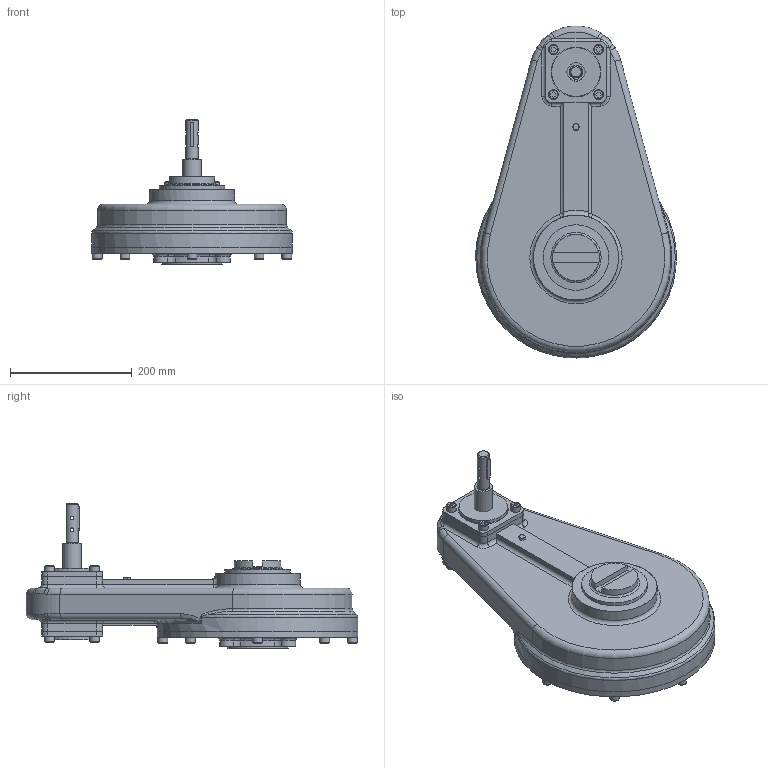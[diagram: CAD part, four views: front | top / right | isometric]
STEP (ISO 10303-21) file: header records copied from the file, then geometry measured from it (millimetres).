
FILE_DESCRIPTION( ( 'Unknown' ), '1' );
FILE_NAME( 'PUB-HOS6-8-F14.stp', 'Unknown', ( 'Unknown' ), ( 'Unknown' ), 'PSStep 16.0.42', 'Unknown', ' ' );
FILE_SCHEMA( ( 'AUTOMOTIVE_DESIGN { 1 0 10303 214 1 1 1 1 }' ) );
Length unit declared in the file: millimetre
Products named in the file (27): 1; 2; 3; 4; 5; 6; 7; 8; 9; 10; 11; 12; 13; 14; 15; 16; 17; 18; 19; 20; 21; 22; 23; 24; 25; 26; 27
Bounding box: 330 x 545.86 x 239.25 mm (x, y, z)
Surface area: 452406.9 mm2 (no closed solid volume)
Topology: 0 solids, 388 shells, 388 faces, 1722 edges, 1651 vertices
Faces by surface type: plane 191, cylinder 95, cone 35, torus 35, bspline 30, sphere 2
Full cylindrical faces by diameter (mm): 6 x2, 13.835 x4, 16 x16, 20 x1, 30 x2, 70 x1, 80 x2, 100 x1, 107.95 x1, 110 x1, 140 x1, 330 x2
Entity records: 25107 total; most frequent: CARTESIAN_POINT 8747, DIRECTION 2845, VERTEX_POINT 1624, ORIENTED_EDGE 1620, EDGE_CURVE 1620, AXIS2_PLACEMENT_3D 978, LINE 889, VECTOR 889
